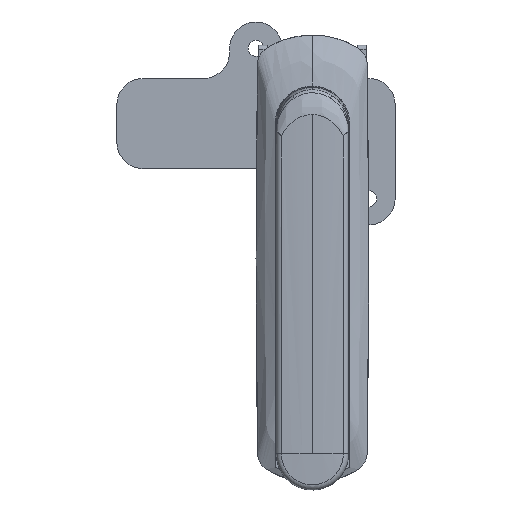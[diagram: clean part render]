
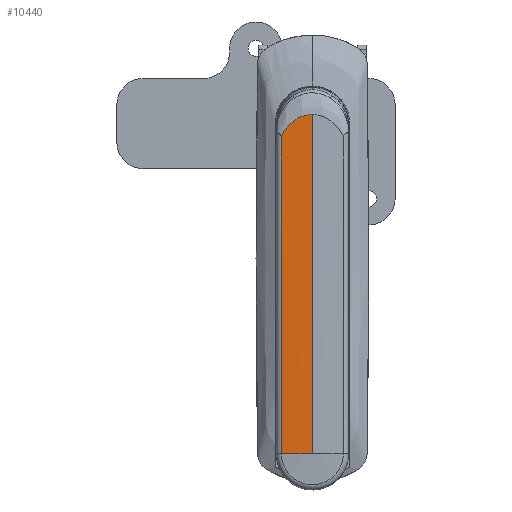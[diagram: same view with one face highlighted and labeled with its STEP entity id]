
A CAD part, top view. The second image highlights one B-rep face of the part: STEP entity #10440.
In plain terms, the highlighted cylindrical face has radius 100 mm (diameter 200 mm), a partial arc.
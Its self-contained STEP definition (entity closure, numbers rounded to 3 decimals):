
#40 = DIRECTION ( 'NONE',  ( 0., 0., 1. ) ) ;
#157 = B_SPLINE_CURVE_WITH_KNOTS ( 'NONE', 3,
 ( #6445, #18605, #18478, #12378, #9539, #18339, #3382, #9468 ),
 .UNSPECIFIED., .F., .F.,
 ( 4, 1, 1, 2, 4 ),
 ( 0.5, 0.5, 0.5, 0.666, 0.821 ),
 .UNSPECIFIED. ) ;
#193 = CYLINDRICAL_SURFACE ( 'NONE', #13781, 100. ) ;
#231 = LINE ( 'NONE', #8758, #11504 ) ;
#1112 = DIRECTION ( 'NONE',  ( 0., 1., 0. ) ) ;
#1160 = VERTEX_POINT ( 'NONE', #15765 ) ;
#2550 = VERTEX_POINT ( 'NONE', #3692 ) ;
#2746 = DIRECTION ( 'NONE',  ( 0., -1., 0. ) ) ;
#3382 = CARTESIAN_POINT ( 'NONE',  ( -7.448, -1.841, 5.825 ) ) ;
#3692 = CARTESIAN_POINT ( 'NONE',  ( 0., -87.9, 6.1 ) ) ;
#4373 = VERTEX_POINT ( 'NONE', #15904 ) ;
#5138 = ORIENTED_EDGE ( 'NONE', *, *, #9519, .T. ) ;
#5714 = CARTESIAN_POINT ( 'NONE',  ( 0., 2.356, 6.1 ) ) ;
#6445 = CARTESIAN_POINT ( 'NONE',  ( 0., 2.356, 6.1 ) ) ;
#6783 = CIRCLE ( 'NONE', #9273, 100. ) ;
#6789 = EDGE_LOOP ( 'NONE', ( #14929, #17630, #8008, #5138 ) ) ;
#7656 = CARTESIAN_POINT ( 'NONE',  ( 0., -87.9, -93.9 ) ) ;
#7722 = DIRECTION ( 'NONE',  ( 0., 1., 0. ) ) ;
#8008 = ORIENTED_EDGE ( 'NONE', *, *, #18827, .T. ) ;
#8586 = VERTEX_POINT ( 'NONE', #5714 ) ;
#8665 = LINE ( 'NONE', #17449, #14981 ) ;
#8758 = CARTESIAN_POINT ( 'NONE',  ( -8.223, -97.5, 5.761 ) ) ;
#9057 = EDGE_CURVE ( 'NONE', #2550, #8586, #8665, .T. ) ;
#9176 = EDGE_CURVE ( 'NONE', #1160, #2550, #6783, .T. ) ;
#9273 = AXIS2_PLACEMENT_3D ( 'NONE', #7656, #7722, #40 ) ;
#9468 = CARTESIAN_POINT ( 'NONE',  ( -8.223, -3.339, 5.761 ) ) ;
#9519 = EDGE_CURVE ( 'NONE', #4373, #1160, #231, .T. ) ;
#9539 = CARTESIAN_POINT ( 'NONE',  ( -3.612, 1.725, 6.045 ) ) ;
#10190 = DIRECTION ( 'NONE',  ( 0., 1., 0. ) ) ;
#10440 = ADVANCED_FACE ( 'NONE', ( #16152 ), #193, .T. ) ;
#11504 = VECTOR ( 'NONE', #2746, 1000. ) ;
#12378 = CARTESIAN_POINT ( 'NONE',  ( -1.807, 2.356, 6.1 ) ) ;
#13781 = AXIS2_PLACEMENT_3D ( 'NONE', #19181, #10190, #14807 ) ;
#14807 = DIRECTION ( 'NONE',  ( 0., 0., 1. ) ) ;
#14929 = ORIENTED_EDGE ( 'NONE', *, *, #9176, .T. ) ;
#14981 = VECTOR ( 'NONE', #1112, 1000. ) ;
#15765 = CARTESIAN_POINT ( 'NONE',  ( -8.223, -87.9, 5.761 ) ) ;
#15904 = CARTESIAN_POINT ( 'NONE',  ( -8.223, -3.339, 5.761 ) ) ;
#16152 = FACE_OUTER_BOUND ( 'NONE', #6789, .T. ) ;
#17449 = CARTESIAN_POINT ( 'NONE',  ( 0., -97.5, 6.1 ) ) ;
#17630 = ORIENTED_EDGE ( 'NONE', *, *, #9057, .T. ) ;
#18339 = CARTESIAN_POINT ( 'NONE',  ( -6.364, -0.504, 5.906 ) ) ;
#18478 = CARTESIAN_POINT ( 'NONE',  ( -0.001, 2.356, 6.1 ) ) ;
#18605 = CARTESIAN_POINT ( 'NONE',  ( 0., 2.356, 6.1 ) ) ;
#18827 = EDGE_CURVE ( 'NONE', #8586, #4373, #157, .T. ) ;
#19181 = CARTESIAN_POINT ( 'NONE',  ( 0., -97.5, -93.9 ) ) ;
